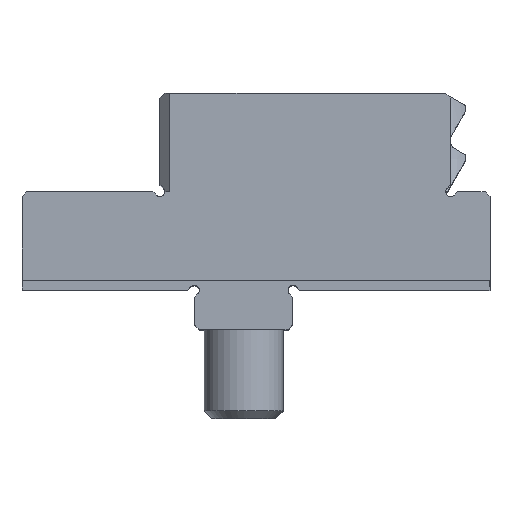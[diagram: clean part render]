
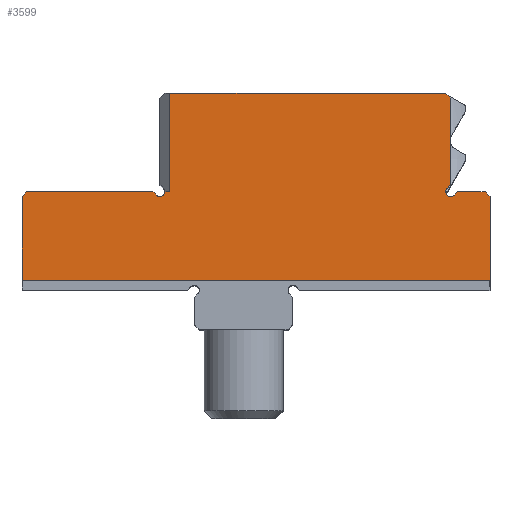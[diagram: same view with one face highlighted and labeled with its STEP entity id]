
A CAD part, top view. The second image highlights one B-rep face of the part: STEP entity #3599.
In plain terms, the highlighted planar face has unit normal (0, 0, 1).
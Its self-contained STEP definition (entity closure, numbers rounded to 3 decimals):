
#2273=CARTESIAN_POINT('',(23.5,-11.293,50.0));
#2274=VERTEX_POINT('',#2273);
#2281=CARTESIAN_POINT('',(23.146,-11.646,50.0));
#2282=VERTEX_POINT('',#2281);
#2283=CARTESIAN_POINT('',(23.146,-11.646,50.0));
#2284=DIRECTION('',(0.707,0.707,0.0));
#2285=VECTOR('',#2284,0.5);
#2286=LINE('',#2283,#2285);
#2287=EDGE_CURVE('',#2282,#2274,#2286,.T.);
#2365=CARTESIAN_POINT('',(-5.,-2.,50.0));
#2366=VERTEX_POINT('',#2365);
#2373=CARTESIAN_POINT('',(23.,-2.,50.0));
#2374=VERTEX_POINT('',#2373);
#2375=CARTESIAN_POINT('',(23.,-2.,50.0));
#2376=DIRECTION('',(-1.0,0.0,0.0));
#2377=VECTOR('',#2376,28.);
#2378=LINE('',#2375,#2377);
#2379=EDGE_CURVE('',#2374,#2366,#2378,.T.);
#2442=CARTESIAN_POINT('',(23.5,-2.5,50.0));
#2443=VERTEX_POINT('',#2442);
#2450=CARTESIAN_POINT('',(23.5,-2.5,50.0));
#2451=DIRECTION('',(0.0,-1.0,0.0));
#2452=VECTOR('',#2451,8.793);
#2453=LINE('',#2450,#2452);
#2454=EDGE_CURVE('',#2443,#2274,#2453,.T.);
#2484=CARTESIAN_POINT('',(23.,-2.,50.0));
#2485=DIRECTION('',(0.707,-0.707,0.0));
#2486=VECTOR('',#2485,0.707);
#2487=LINE('',#2484,#2486);
#2488=EDGE_CURVE('',#2374,#2443,#2487,.T.);
#2501=CARTESIAN_POINT('',(24.207,-12.,50.0));
#2502=VERTEX_POINT('',#2501);
#2509=CARTESIAN_POINT('',(27.,-12.,50.0));
#2510=VERTEX_POINT('',#2509);
#2511=CARTESIAN_POINT('',(24.207,-12.,50.0));
#2512=DIRECTION('',(1.0,0.0,0.0));
#2513=VECTOR('',#2512,2.793);
#2514=LINE('',#2511,#2513);
#2515=EDGE_CURVE('',#2502,#2510,#2514,.T.);
#2604=CARTESIAN_POINT('',(23.854,-12.354,50.0));
#2605=VERTEX_POINT('',#2604);
#2606=CARTESIAN_POINT('',(23.5,-12.,50.0));
#2607=DIRECTION('',(0.0,0.0,-1.0));
#2608=DIRECTION('',(-0.707,0.707,0.0));
#2609=AXIS2_PLACEMENT_3D('',#2606,#2607,#2608);
#2610=CIRCLE('',#2609,0.5);
#2611=EDGE_CURVE('',#2605,#2282,#2610,.T.);
#3009=CARTESIAN_POINT('',(27.5,-21.,50.0));
#3010=VERTEX_POINT('',#3009);
#3017=CARTESIAN_POINT('',(-20.,-21.,50.0));
#3018=VERTEX_POINT('',#3017);
#3019=CARTESIAN_POINT('',(-20.,-21.,50.0));
#3020=DIRECTION('',(1.0,0.0,0.0));
#3021=VECTOR('',#3020,47.5);
#3022=LINE('',#3019,#3021);
#3023=EDGE_CURVE('',#3018,#3010,#3022,.T.);
#3423=CARTESIAN_POINT('',(27.5,-12.5,50.0));
#3424=VERTEX_POINT('',#3423);
#3431=CARTESIAN_POINT('',(27.5,-12.5,50.0));
#3432=DIRECTION('',(0.0,-1.0,0.0));
#3433=VECTOR('',#3432,8.5);
#3434=LINE('',#3431,#3433);
#3435=EDGE_CURVE('',#3424,#3010,#3434,.T.);
#3517=CARTESIAN_POINT('',(1.302,1.674,50.0));
#3518=DIRECTION('',(0.0,0.0,1.0));
#3519=DIRECTION('',(1.0,0.0,0.0));
#3520=AXIS2_PLACEMENT_3D('',#3517,#3518,#3519);
#3521=PLANE('',#3520);
#3522=ORIENTED_EDGE('',*,*,#3023,.T.);
#3523=ORIENTED_EDGE('',*,*,#3435,.F.);
#3524=CARTESIAN_POINT('',(27.,-12.,50.0));
#3525=DIRECTION('',(0.707,-0.707,0.0));
#3526=VECTOR('',#3525,0.707);
#3527=LINE('',#3524,#3526);
#3528=EDGE_CURVE('',#2510,#3424,#3527,.T.);
#3529=ORIENTED_EDGE('',*,*,#3528,.F.);
#3530=ORIENTED_EDGE('',*,*,#2515,.F.);
#3531=CARTESIAN_POINT('',(24.207,-12.,50.0));
#3532=DIRECTION('',(-0.707,-0.707,0.0));
#3533=VECTOR('',#3532,0.5);
#3534=LINE('',#3531,#3533);
#3535=EDGE_CURVE('',#2502,#2605,#3534,.T.);
#3536=ORIENTED_EDGE('',*,*,#3535,.T.);
#3537=ORIENTED_EDGE('',*,*,#2611,.T.);
#3538=ORIENTED_EDGE('',*,*,#2287,.T.);
#3539=ORIENTED_EDGE('',*,*,#2454,.F.);
#3540=ORIENTED_EDGE('',*,*,#2488,.F.);
#3541=ORIENTED_EDGE('',*,*,#2379,.T.);
#3542=CARTESIAN_POINT('',(-5.,-12.,50.0));
#3543=VERTEX_POINT('',#3542);
#3544=CARTESIAN_POINT('',(-5.,-12.,50.0));
#3545=DIRECTION('',(0.0,1.0,0.0));
#3546=VECTOR('',#3545,10.);
#3547=LINE('',#3544,#3546);
#3548=EDGE_CURVE('',#3543,#2366,#3547,.T.);
#3549=ORIENTED_EDGE('',*,*,#3548,.F.);
#3550=CARTESIAN_POINT('',(-5.5,-12.,50.0));
#3551=VERTEX_POINT('',#3550);
#3552=CARTESIAN_POINT('',(-5.,-12.,50.0));
#3553=DIRECTION('',(-1.0,0.0,0.0));
#3554=VECTOR('',#3553,0.5);
#3555=LINE('',#3552,#3554);
#3556=EDGE_CURVE('',#3543,#3551,#3555,.T.);
#3557=ORIENTED_EDGE('',*,*,#3556,.T.);
#3558=CARTESIAN_POINT('',(-6.354,-12.354,50.0));
#3559=VERTEX_POINT('',#3558);
#3560=CARTESIAN_POINT('',(-6.,-12.,50.0));
#3561=DIRECTION('',(0.0,0.0,-1.0));
#3562=DIRECTION('',(-0.707,-0.707,0.0));
#3563=AXIS2_PLACEMENT_3D('',#3560,#3561,#3562);
#3564=CIRCLE('',#3563,0.5);
#3565=EDGE_CURVE('',#3551,#3559,#3564,.T.);
#3566=ORIENTED_EDGE('',*,*,#3565,.T.);
#3567=CARTESIAN_POINT('',(-6.707,-12.,50.0));
#3568=VERTEX_POINT('',#3567);
#3569=CARTESIAN_POINT('',(-6.354,-12.354,50.0));
#3570=DIRECTION('',(-0.707,0.707,0.0));
#3571=VECTOR('',#3570,0.5);
#3572=LINE('',#3569,#3571);
#3573=EDGE_CURVE('',#3559,#3568,#3572,.T.);
#3574=ORIENTED_EDGE('',*,*,#3573,.T.);
#3575=CARTESIAN_POINT('',(-19.5,-12.,50.0));
#3576=VERTEX_POINT('',#3575);
#3577=CARTESIAN_POINT('',(-6.707,-12.,50.0));
#3578=DIRECTION('',(-1.0,0.0,0.0));
#3579=VECTOR('',#3578,12.793);
#3580=LINE('',#3577,#3579);
#3581=EDGE_CURVE('',#3568,#3576,#3580,.T.);
#3582=ORIENTED_EDGE('',*,*,#3581,.T.);
#3583=CARTESIAN_POINT('',(-20.,-12.5,50.0));
#3584=VERTEX_POINT('',#3583);
#3585=CARTESIAN_POINT('',(-20.,-12.5,50.0));
#3586=DIRECTION('',(0.707,0.707,0.0));
#3587=VECTOR('',#3586,0.707);
#3588=LINE('',#3585,#3587);
#3589=EDGE_CURVE('',#3584,#3576,#3588,.T.);
#3590=ORIENTED_EDGE('',*,*,#3589,.F.);
#3591=CARTESIAN_POINT('',(-20.,-21.,50.0));
#3592=DIRECTION('',(0.0,1.0,0.0));
#3593=VECTOR('',#3592,8.5);
#3594=LINE('',#3591,#3593);
#3595=EDGE_CURVE('',#3018,#3584,#3594,.T.);
#3596=ORIENTED_EDGE('',*,*,#3595,.F.);
#3597=EDGE_LOOP('',(#3522,#3523,#3529,#3530,#3536,#3537,#3538,#3539,#3540,#3541,#3549,#3557,#3566,#3574,#3582,#3590,#3596));
#3598=FACE_OUTER_BOUND('',#3597,.T.);
#3599=ADVANCED_FACE('',(#3598),#3521,.T.);
